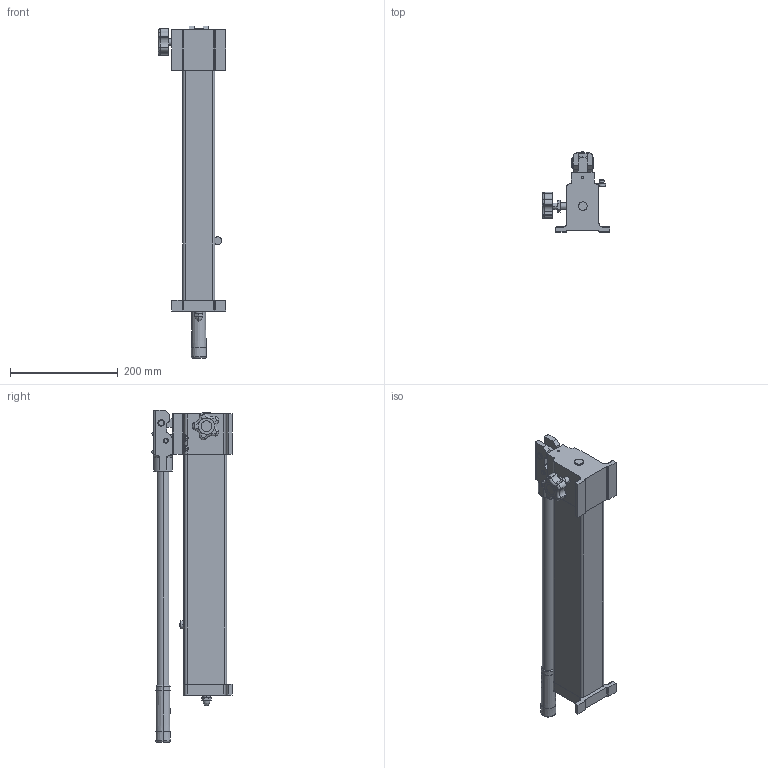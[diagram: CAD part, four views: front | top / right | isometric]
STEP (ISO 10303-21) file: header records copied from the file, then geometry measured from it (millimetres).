
FILE_DESCRIPTION (( 'STEP AP203' ), '1' );
FILE_NAME ('HP212.STEP', '2013-03-07T09:12:03', ( '' ), ( '' ), 'SwSTEP 2.0', 'SolidWorks 2013', '' );
FILE_SCHEMA (( 'CONFIG_CONTROL_DESIGN' ));
Length unit declared in the file: millimetre
Products named in the file (1): HP212
Bounding box: 125.1 x 148.28 x 615 mm (x, y, z)
Volume: 2937540 mm3; surface area: 233865.9 mm2
Topology: 1 solids, 2 shells, 404 faces, 1044 edges, 662 vertices
Faces by surface type: plane 190, cylinder 138, torus 40, cone 30, bspline 6
Entity records: 13293 total; most frequent: CARTESIAN_POINT 3265, DIRECTION 2120, ORIENTED_EDGE 2076, EDGE_CURVE 1038, AXIS2_PLACEMENT_3D 779, VERTEX_POINT 662, LINE 562, VECTOR 562
